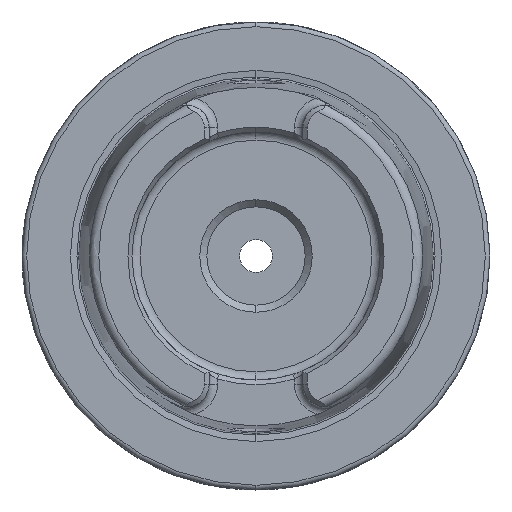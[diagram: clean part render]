
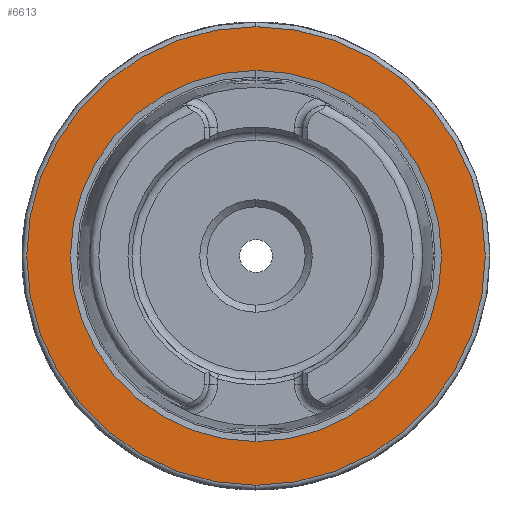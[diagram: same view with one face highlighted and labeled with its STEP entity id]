
A CAD part, left-side view. The second image highlights one B-rep face of the part: STEP entity #6613.
In plain terms, the highlighted planar face has unit normal (-1, 0, 0).
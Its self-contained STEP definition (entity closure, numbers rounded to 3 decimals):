
#538 = CARTESIAN_POINT ( 'NONE',  ( 0., 0., 39.647 ) ) ;
#539 = DIRECTION ( 'NONE',  ( 0., 0., -1. ) ) ;
#540 = DIRECTION ( 'NONE',  ( 1., 0., 0. ) ) ;
#541 = CARTESIAN_POINT ( 'NONE',  ( 0., 0., 0. ) ) ;
#542 = AXIS2_PLACEMENT_3D ( 'NONE', #541, #540, #539 ) ;
#543 = CIRCLE ( 'NONE', #542, 39.647 ) ;
#1198 = CARTESIAN_POINT ( 'NONE',  ( 0., 0., -39.647 ) ) ;
#1251 = CARTESIAN_POINT ( 'NONE',  ( 0., 0., 49. ) ) ;
#1252 = CARTESIAN_POINT ( 'NONE',  ( 0., 0., -49. ) ) ;
#1253 = DIRECTION ( 'NONE',  ( 0., 0., -1. ) ) ;
#1254 = DIRECTION ( 'NONE',  ( 1., 0., 0. ) ) ;
#1255 = CARTESIAN_POINT ( 'NONE',  ( 0., 0., 0. ) ) ;
#1256 = AXIS2_PLACEMENT_3D ( 'NONE', #1255, #1254, #1253 ) ;
#1257 = CIRCLE ( 'NONE', #1256, 49. ) ;
#3124 = CARTESIAN_POINT ( 'NONE',  ( 0., 0., 0. ) ) ;
#3125 = CIRCLE ( 'NONE', #3172, 39.647 ) ;
#3126 = DIRECTION ( 'NONE',  ( 0., 0., 1. ) ) ;
#3127 = DIRECTION ( 'NONE',  ( -1., 0., 0. ) ) ;
#3149 = PLANE ( 'NONE',  #3209 ) ;
#3150 = FACE_OUTER_BOUND ( 'NONE', #6572, .T. ) ;
#3151 = DIRECTION ( 'NONE',  ( 0., 0., -1. ) ) ;
#3152 = DIRECTION ( 'NONE',  ( 1., 0., 0. ) ) ;
#3153 = AXIS2_PLACEMENT_3D ( 'NONE', #3195, #3152, #3151 ) ;
#3154 = CIRCLE ( 'NONE', #3153, 49. ) ;
#3170 = DIRECTION ( 'NONE',  ( 0., 0., -1. ) ) ;
#3171 = DIRECTION ( 'NONE',  ( 1., 0., 0. ) ) ;
#3172 = AXIS2_PLACEMENT_3D ( 'NONE', #3124, #3171, #3170 ) ;
#3195 = CARTESIAN_POINT ( 'NONE',  ( 0., 0., 0. ) ) ;
#3196 = FACE_BOUND ( 'NONE', #6614, .T. ) ;
#3208 = CARTESIAN_POINT ( 'NONE',  ( 0., 39.647, 0. ) ) ;
#3209 = AXIS2_PLACEMENT_3D ( 'NONE', #3208, #3127, #3126 ) ;
#5512 = EDGE_CURVE ( 'NONE', #5513, #5760, #543, .T. ) ;
#5513 = VERTEX_POINT ( 'NONE', #538 ) ;
#5733 = EDGE_CURVE ( 'NONE', #5734, #5735, #1257, .T. ) ;
#5734 = VERTEX_POINT ( 'NONE', #1252 ) ;
#5735 = VERTEX_POINT ( 'NONE', #1251 ) ;
#5760 = VERTEX_POINT ( 'NONE', #1198 ) ;
#6572 = EDGE_LOOP ( 'NONE', ( #6573, #6574 ) ) ;
#6573 = ORIENTED_EDGE ( 'NONE', *, *, #5733, .F. ) ;
#6574 = ORIENTED_EDGE ( 'NONE', *, *, #6610, .F. ) ;
#6610 = EDGE_CURVE ( 'NONE', #5735, #5734, #3154, .T. ) ;
#6613 = ADVANCED_FACE ( 'NONE', ( #3196, #3150 ), #3149, .T. ) ;
#6614 = EDGE_LOOP ( 'NONE', ( #6615, #6616 ) ) ;
#6615 = ORIENTED_EDGE ( 'NONE', *, *, #5512, .T. ) ;
#6616 = ORIENTED_EDGE ( 'NONE', *, *, #6617, .T. ) ;
#6617 = EDGE_CURVE ( 'NONE', #5760, #5513, #3125, .T. ) ;
